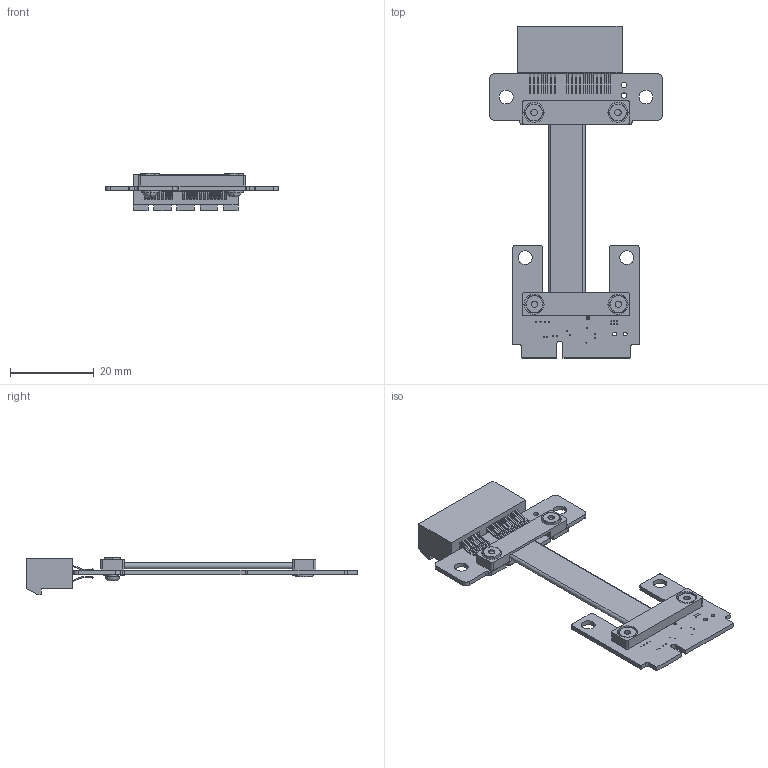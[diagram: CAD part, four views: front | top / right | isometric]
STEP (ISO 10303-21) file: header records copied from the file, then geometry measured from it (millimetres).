
FILE_DESCRIPTION(('Open CASCADE Model'),'2;1');
FILE_NAME('Open CASCADE Shape Model','2019-09-21T09:37:27',('Author'),( 'Open CASCADE'),'Open CASCADE STEP processor 6.8','Open CASCADE 6.8' ,'Unknown');
FILE_SCHEMA(('AUTOMOTIVE_DESIGN { 1 0 10303 214 1 1 1 1 }'));
Length unit declared in the file: millimetre
Products named in the file (39): PCB; Board; Open CASCADE STEP translator 6.8 17.1.1; Free-Models; Tape14x5_RGB0; G0033_RGB9411503; RP11S-PAD; Hexagon_nut_ISO_4032_(DIN_934)_-_M2_RGB9411503; PCIe_x1_標啣敕諳_PCIE-036-02-S-D-EMS2_RGB4404530; _PCIE-036-02-S-D-EMS2_body; _PCIE-036-02-S-D-EMS2_pins1; cable13pin-43n-20161231_RGB4078660; G0030_RGB14277081
Assembly tree (45 placements, depth 4):
  PCB
    Board
      Open CASCADE STEP translator 6.8 17.1.1
    Free-Models
      Tape14x5_RGB0  x2
      G0033_RGB9411503  x2
      RP11S-PAD  x2
      Hexagon_nut_ISO_4032_(DIN_934)_-_M2_RGB9411503  x4
      PCIe_x1_標啣敕諳_PCIE-036-02-S-D-EMS2_RGB4404530
        _PCIE-036-02-S-D-EMS2_body
        _PCIE-036-02-S-D-EMS2_pins1
      cable13pin-43n-20161231_RGB4078660
      cable13pin-43n-20161231_RGB4078660
      cable13pin-43n-20161231_RGB4078660
      cable13pin-43n-20161231_RGB4078660
      cable13pin-43n-20161231_RGB4078660
      cable13pin-43n-20161231_RGB4078660
      cable13pin-43n-20161231_RGB4078660
      cable13pin-43n-20161231_RGB4078660
      cable13pin-43n-20161231_RGB4078660
      cable13pin-43n-20161231_RGB4078660
      cable13pin-43n-20161231_RGB4078660
      cable13pin-43n-20161231_RGB4078660
      cable13pin-43n-20161231_RGB4078660
      cable13pin-43n-20161231_RGB4078660
      cable13pin-43n-20161231_RGB4078660
      cable13pin-43n-20161231_RGB4078660
      cable13pin-43n-20161231_RGB4078660
      cable13pin-43n-20161231_RGB4078660
      cable13pin-43n-20161231_RGB4078660
      cable13pin-43n-20161231_RGB4078660
      cable13pin-43n-20161231_RGB4078660
      cable13pin-43n-20161231_RGB4078660
      cable13pin-43n-20161231_RGB4078660
      cable13pin-43n-20161231_RGB4078660
      cable13pin-43n-20161231_RGB4078660
      cable13pin-43n-20161231_RGB4078660
      cable13pin-43n-20161231_RGB4078660
      G0030_RGB14277081  x2
Bounding box: 41.05 x 79.1 x 8.85 mm (x, y, z)
Volume: 3489.6 mm3; surface area: 9922.9 mm2
Topology: 42 solids, 42 shells, 2069 faces, 6022 edges, 3978 vertices
Faces by surface type: plane 1305, cylinder 678, cone 48, torus 26, bspline 8, revolution 4
Full cylindrical faces by diameter (mm): 0.254 x28, 0.4 x65, 0.6 x40, 0.9 x2, 1.3 x2, 2.2 x8, 3.3 x4, 4.8 x4
Entity records: 82532 total; most frequent: CARTESIAN_POINT 12750, ORIENTED_EDGE 11308, DIRECTION 10687, EDGE_CURVE 5654, LINE 4203, VECTOR 4203, VERTEX_POINT 3745, AXIS2_PLACEMENT_3D 3241
